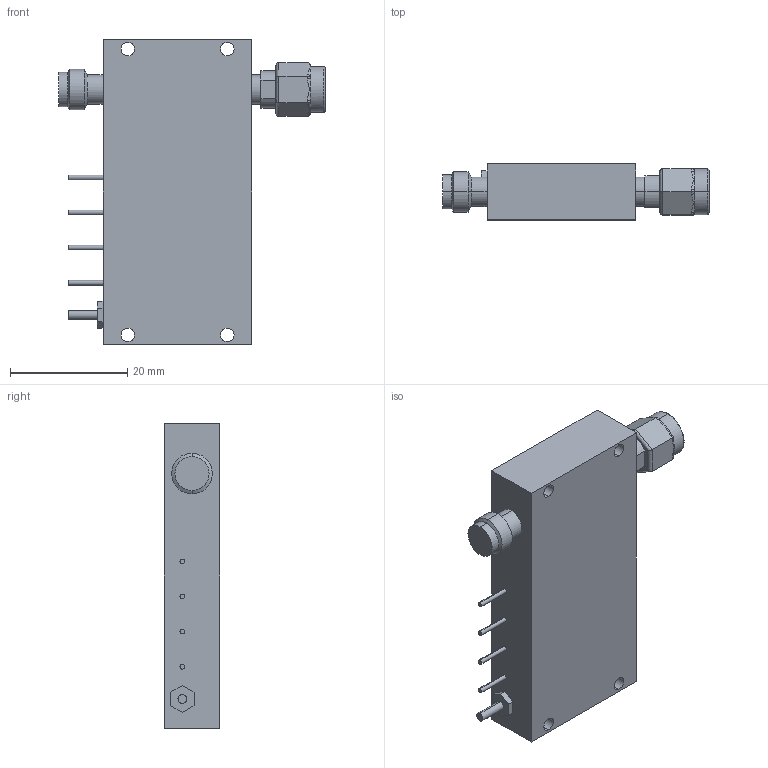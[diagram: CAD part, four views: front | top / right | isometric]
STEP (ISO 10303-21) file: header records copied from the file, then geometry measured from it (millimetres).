
FILE_DESCRIPTION (( 'STEP AP214' ), '1' );
FILE_NAME ('Hyb3.STEP', '2017-10-16T09:50:08', ( '' ), ( '' ), 'SwSTEP 2.0', 'SolidWorks 2016', '' );
FILE_SCHEMA (( 'AUTOMOTIVE_DESIGN' ));
Length unit declared in the file: millimetre
Products named in the file (1): Hyb3
Bounding box: 45.57 x 9.5 x 52 mm (x, y, z)
Volume: 13174 mm3; surface area: 4988.3 mm2
Topology: 1 solids, 1 shells, 154 faces, 365 edges, 232 vertices
Faces by surface type: plane 82, bspline 35, cylinder 33, cone 4
Entity records: 7541 total; most frequent: CARTESIAN_POINT 2701, ORIENTED_EDGE 730, DIRECTION 579, EDGE_CURVE 365, VERTEX_POINT 232, LINE 199, VECTOR 199, AXIS2_PLACEMENT_3D 190
